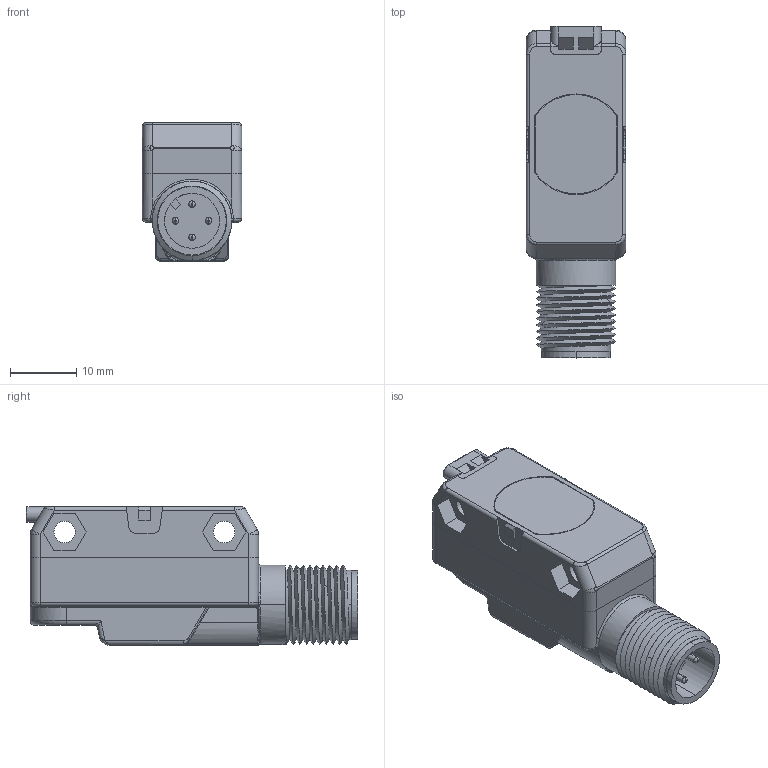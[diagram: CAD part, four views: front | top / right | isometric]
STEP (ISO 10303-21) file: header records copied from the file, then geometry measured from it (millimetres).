
FILE_DESCRIPTION((''),'2;1');
FILE_NAME('139470_ASM','2013-09-26T',('pdmadmin'),(''),'PRO/ENGINEER BY PARAMETRIC TECHNOLOGY CORPORATION, 2012300','PRO/ENGINEER BY PARAMETRIC TECHNOLOGY CORPORATION, 2012300','');
FILE_SCHEMA(('CONFIG_CONTROL_DESIGN'));
Length unit declared in the file: millimetre
Products named in the file (9): 114103; 114096; 114112_ASM; 60759; 61610_ASM; 111056; 08427; 66515_ASM; 139470_ASM
Assembly tree (8 placements, depth 4):
  139470_ASM
    61610_ASM
      114112_ASM
        114103
        114096
      60759
    66515_ASM
      111056
      08427
Bounding box: 15 x 50.11 x 20.9 mm (x, y, z)
Volume: 5476.8 mm3; surface area: 9260.2 mm2
Topology: 5 solids, 5 shells, 861 faces, 2104 edges, 1284 vertices
Faces by surface type: plane 366, cylinder 294, bspline 90, torus 69, cone 24, sphere 16, revolution 2
Entity records: 30803 total; most frequent: CARTESIAN_POINT 10689, ORIENTED_EDGE 4200, DIRECTION 4146, EDGE_CURVE 2100, AXIS2_PLACEMENT_3D 1495, VERTEX_POINT 1284, VECTOR 1154, LINE 1154
